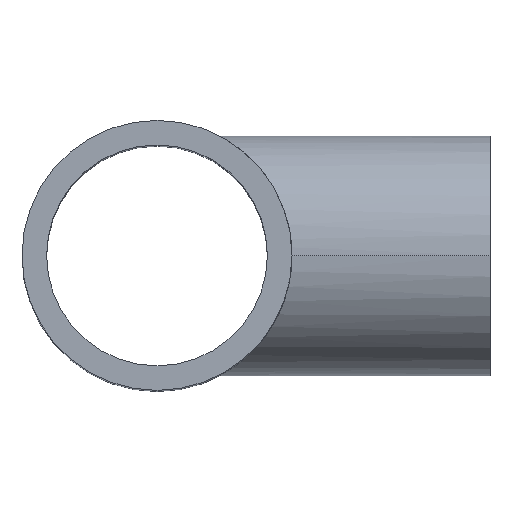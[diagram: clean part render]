
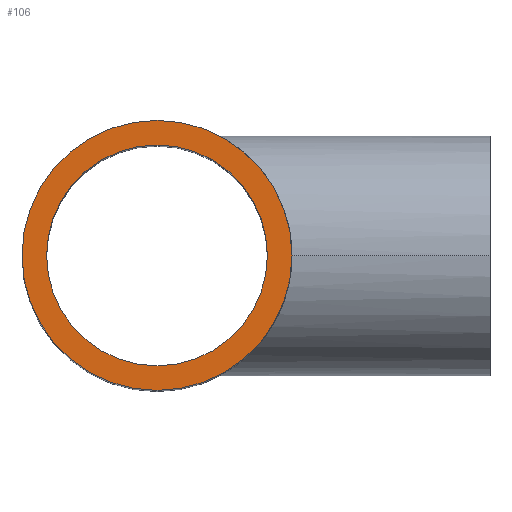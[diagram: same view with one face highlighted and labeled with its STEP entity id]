
A CAD part, top view. The second image highlights one B-rep face of the part: STEP entity #106.
In plain terms, the highlighted planar face has unit normal (0, 0, 1).
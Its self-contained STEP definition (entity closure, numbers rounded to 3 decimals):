
#10 = FACE_OUTER_BOUND ( 'NONE', #50, .T. ) ;
#31 = CARTESIAN_POINT ( 'NONE',  ( 0., 0., 229. ) ) ;
#33 = CIRCLE ( 'NONE', #327, 73.6 ) ;
#50 = EDGE_LOOP ( 'NONE', ( #730, #658 ) ) ;
#64 = VERTEX_POINT ( 'NONE', #249 ) ;
#91 = DIRECTION ( 'NONE',  ( 1., 0., 0. ) ) ;
#99 = CARTESIAN_POINT ( 'NONE',  ( 0., 0., 229. ) ) ;
#106 = ADVANCED_FACE ( 'NONE', ( #10, #189 ), #141, .T. ) ;
#121 = ORIENTED_EDGE ( 'NONE', *, *, #298, .F. ) ;
#131 = CIRCLE ( 'NONE', #712, 90. ) ;
#137 = ORIENTED_EDGE ( 'NONE', *, *, #570, .F. ) ;
#141 = PLANE ( 'NONE',  #212 ) ;
#166 = VERTEX_POINT ( 'NONE', #240 ) ;
#177 = VERTEX_POINT ( 'NONE', #747 ) ;
#187 = EDGE_CURVE ( 'NONE', #64, #166, #131, .T. ) ;
#189 = FACE_BOUND ( 'NONE', #257, .T. ) ;
#193 = DIRECTION ( 'NONE',  ( 0., 0., 1. ) ) ;
#198 = DIRECTION ( 'NONE',  ( 1., 0., 0. ) ) ;
#212 = AXIS2_PLACEMENT_3D ( 'NONE', #310, #193, #198 ) ;
#240 = CARTESIAN_POINT ( 'NONE',  ( -90., 0., 229. ) ) ;
#249 = CARTESIAN_POINT ( 'NONE',  ( 90., 0., 229. ) ) ;
#257 = EDGE_LOOP ( 'NONE', ( #137, #121 ) ) ;
#280 = VERTEX_POINT ( 'NONE', #574 ) ;
#298 = EDGE_CURVE ( 'NONE', #280, #177, #33, .T. ) ;
#310 = CARTESIAN_POINT ( 'NONE',  ( 0., 0., 229. ) ) ;
#319 = DIRECTION ( 'NONE',  ( 0., 0., 1. ) ) ;
#327 = AXIS2_PLACEMENT_3D ( 'NONE', #99, #627, #91 ) ;
#330 = DIRECTION ( 'NONE',  ( 0., 0., 1. ) ) ;
#352 = CIRCLE ( 'NONE', #580, 90. ) ;
#376 = CARTESIAN_POINT ( 'NONE',  ( 0., 0., 229. ) ) ;
#485 = CARTESIAN_POINT ( 'NONE',  ( 0., 0., 229. ) ) ;
#512 = EDGE_CURVE ( 'NONE', #166, #64, #352, .T. ) ;
#558 = CIRCLE ( 'NONE', #690, 73.6 ) ;
#570 = EDGE_CURVE ( 'NONE', #177, #280, #558, .T. ) ;
#572 = DIRECTION ( 'NONE',  ( 1., 0., 0. ) ) ;
#574 = CARTESIAN_POINT ( 'NONE',  ( 73.6, 0., 229. ) ) ;
#580 = AXIS2_PLACEMENT_3D ( 'NONE', #31, #330, #572 ) ;
#623 = DIRECTION ( 'NONE',  ( 1., 0., 0. ) ) ;
#627 = DIRECTION ( 'NONE',  ( 0., 0., 1. ) ) ;
#658 = ORIENTED_EDGE ( 'NONE', *, *, #187, .T. ) ;
#673 = DIRECTION ( 'NONE',  ( 1., 0., 0. ) ) ;
#690 = AXIS2_PLACEMENT_3D ( 'NONE', #485, #736, #673 ) ;
#712 = AXIS2_PLACEMENT_3D ( 'NONE', #376, #319, #623 ) ;
#730 = ORIENTED_EDGE ( 'NONE', *, *, #512, .T. ) ;
#736 = DIRECTION ( 'NONE',  ( 0., 0., 1. ) ) ;
#747 = CARTESIAN_POINT ( 'NONE',  ( -73.6, 0., 229. ) ) ;
